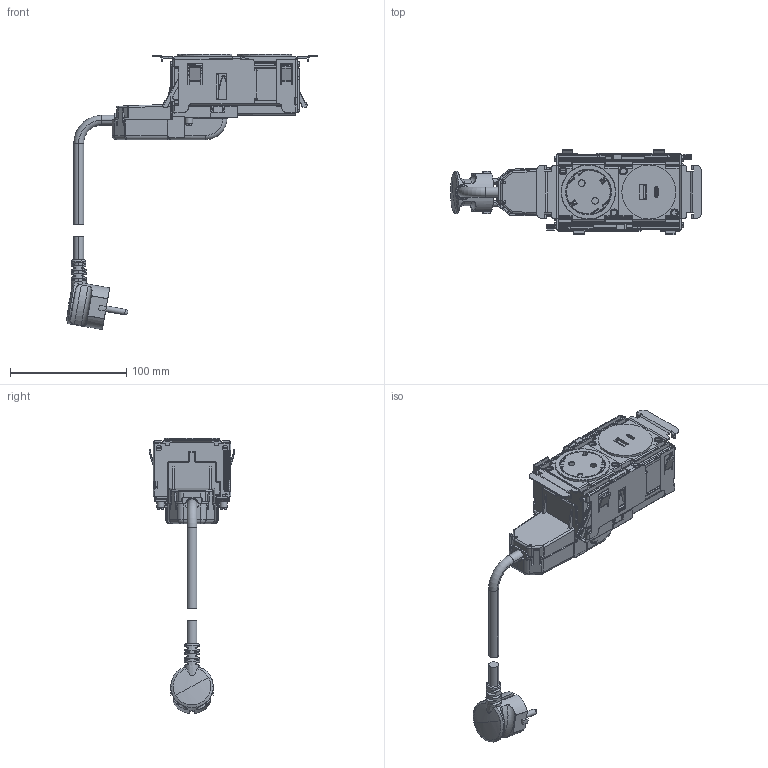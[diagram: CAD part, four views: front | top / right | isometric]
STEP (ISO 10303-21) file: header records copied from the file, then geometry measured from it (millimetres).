
FILE_DESCRIPTION(('CATIA V5 STEP Exchange','CAx-IF Rec.Pracs.--- Model Styling and Organization---1.5--- 2016-08-15','CAx-IF Rec.Pracs.---Supplemental Geometry---1.0---2011-11-01','CAx-IF Rec.Pracs.--- Composite Materials ---1.1---2010-07-15'),'2;1');
FILE_NAME('DISQ''IN\LG-654749_AllCATPart.stp','2023-04-27T15:04:28+00:00',('none'),('none'),'CATIA Version 5-6 Release 2020 SP3','CATIA V5 STEP AP214 v2','none');
FILE_SCHEMA(('AUTOMOTIVE_DESIGN { 1 0 10303 214 1 1 1 1 }'));
Products named in the file (1): LG-654749_AllCATPart
Bounding box: 215.52 x 73.85 x 236.49 mm (x, y, z)
Volume: 150883.1 mm3; surface area: 168118.3 mm2
Topology: 37 solids, 38 shells, 2892 faces, 7887 edges, 5016 vertices
Faces by surface type: plane 1426, cylinder 840, bspline 192, torus 185, cone 185, sphere 58, extrusion 4, revolution 2
Entity records: 97195 total; most frequent: CARTESIAN_POINT 30021, ORIENTED_EDGE 15640, DIRECTION 10826, EDGE_CURVE 7820, VERTEX_POINT 5016, VECTOR 4352, LINE 4348, AXIS2_PLACEMENT_3D 4223
